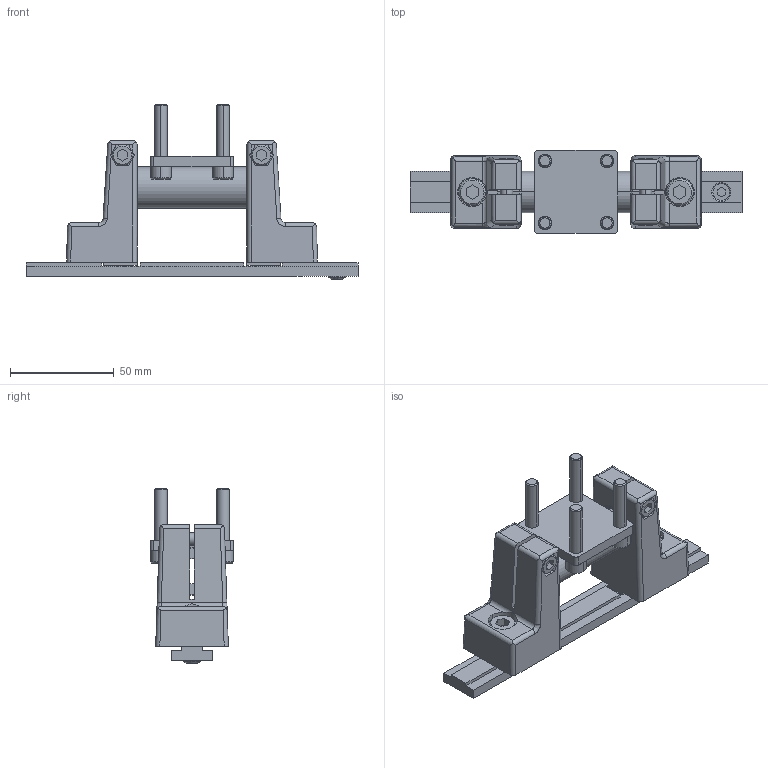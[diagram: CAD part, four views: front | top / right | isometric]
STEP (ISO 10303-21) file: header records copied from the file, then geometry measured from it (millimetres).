
FILE_DESCRIPTION(('Creo Elements/Direct Modeling STEP Export'),'2;1');
FILE_NAME('44.0336_Schwenkgelenk-MMS-44_Verwendung-44.0000.stp','2022-03-21T 9:00:44',(''),(''),'PTC Creo Elements/Direct Modeling STEP processor for AP214 (Solid Model)','PTC Creo Elements/Direct Modeling 19.0C 15-Aug-2015 (C) Parametric Technology GmbH','');
FILE_SCHEMA(('AUTOMOTIVE_DESIGN { 1 0 10303 214 1 1 1 1 }'));
Length unit declared in the file: millimetre
Products named in the file (12): Schwenkgelenkhalter_96.6521_PX174503.02; Zylinderschraube-DIN912_M6x25-8.8-verz_11416_PX173788.02; Buchse_D2320x10-ESD_96.6520_PX174507.02; Zylinderschraube-DIN7500_M6x30-GEFU-verz_25382_PX174501.1; Rohr_D20136_96.6517_PX174485; Scheibe_D22512x15_96.6519_PX174505.1; Klemmschiene-MMS-44_160mm-Schwenkgelenk_44.0140.1_PX174480; Zylinderschraube-DIN912_M8x16-8.8-verz_10988_PX174500.02; Sicherungsmutter-DIN985_M6-8.8-verz_14882_PX174502.1; Gewindestift-DIN913_M8x8-45H-verz_12540_PX174506; Flansch_Laserschneideteil-5mm_96.6529_PX174508; Schwenkgelenk-MMS-44_Verwendung-44.0000_44.0336_PX174510
Assembly tree (20 placements, depth 2):
  Schwenkgelenk-MMS-44_Verwendung-44.0000_44.0336_PX174510
    Flansch_Laserschneideteil-5mm_96.6529_PX174508
    Zylinderschraube-DIN7500_M6x30-GEFU-verz_25382_PX174501.1  x4
    Gewindestift-DIN913_M8x8-45H-verz_12540_PX174506
    Sicherungsmutter-DIN985_M6-8.8-verz_14882_PX174502.1  x2
    Schwenkgelenkhalter_96.6521_PX174503.02  x2
    Zylinderschraube-DIN912_M8x16-8.8-verz_10988_PX174500.02  x2
    Klemmschiene-MMS-44_160mm-Schwenkgelenk_44.0140.1_PX174480
    Scheibe_D22512x15_96.6519_PX174505.1  x2
    Rohr_D20136_96.6517_PX174485
    Zylinderschraube-DIN912_M6x25-8.8-verz_11416_PX173788.02  x2
    Buchse_D2320x10-ESD_96.6520_PX174507.02  x2
Bounding box: 160 x 40 x 84.5 mm (x, y, z)
Volume: 107136.4 mm3; surface area: 60121.3 mm2
Topology: 20 solids, 20 shells, 516 faces, 1226 edges, 782 vertices
Faces by surface type: plane 260, cylinder 144, cone 76, torus 32, bspline 4
Entity records: 9194 total; most frequent: CARTESIAN_POINT 2232, ORIENTED_EDGE 1348, DIRECTION 1261, EDGE_CURVE 674, AXIS2_PLACEMENT_3D 444, VERTEX_POINT 431, VECTOR 373, LINE 373
